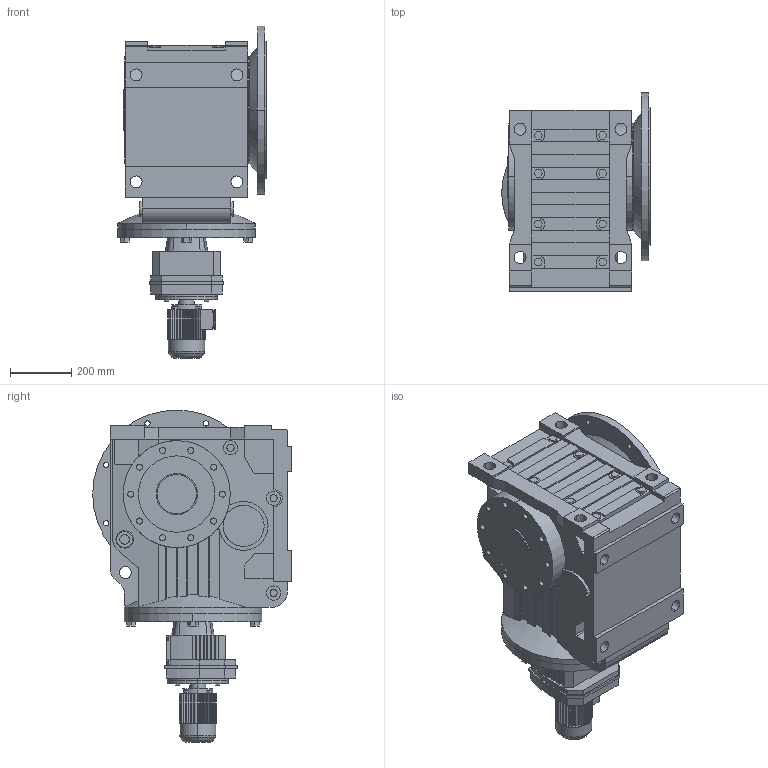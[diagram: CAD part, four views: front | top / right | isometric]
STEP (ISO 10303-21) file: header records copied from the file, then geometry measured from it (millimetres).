
FILE_DESCRIPTION(('Open CASCADE Model'),'2;1');
FILE_NAME('Open CASCADE Shape Model','2019-08-19T17:30:57',('Author'),( 'Open CASCADE'),'Open CASCADE STEP processor 6.3','Open CASCADE 6.3' ,'Unknown');
FILE_SCHEMA(('AUTOMOTIVE_DESIGN_CC2 { 1 2 10303 214 -1 1 5 4 }'));
Length unit declared in the file: millimetre
Products named in the file (6): 1_KCAF127RC77-YS63-A; KA127‵157_127.step; 萇儂_200_YS63.step; R_127_77.step; す瑩諾陑粣K_127.step; 楊擘K_127.step
Assembly tree (5 placements, depth 2):
  1_KCAF127RC77-YS63-A
    KA127‵157_127.step
    萇儂_200_YS63.step
    R_127_77.step
    す瑩諾陑粣K_127.step
    楊擘K_127.step
Bounding box: 486 x 650 x 1086 mm (x, y, z)
Volume: 123907955.7 mm3; surface area: 3849658.2 mm2
Topology: 5 solids, 5 shells, 1265 faces, 3367 edges, 2201 vertices
Faces by surface type: plane 820, cylinder 417, cone 24, torus 4
Entity records: 99901 total; most frequent: CARTESIAN_POINT 36652, DIRECTION 10612, ORIENTED_EDGE 6734, PCURVE 6734, DEFINITIONAL_REPRESENTATION 6734, LINE 5776, VECTOR 5776, EDGE_CURVE 3367
